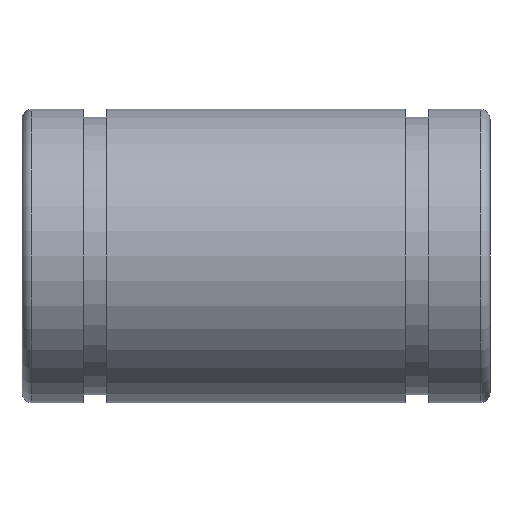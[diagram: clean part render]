
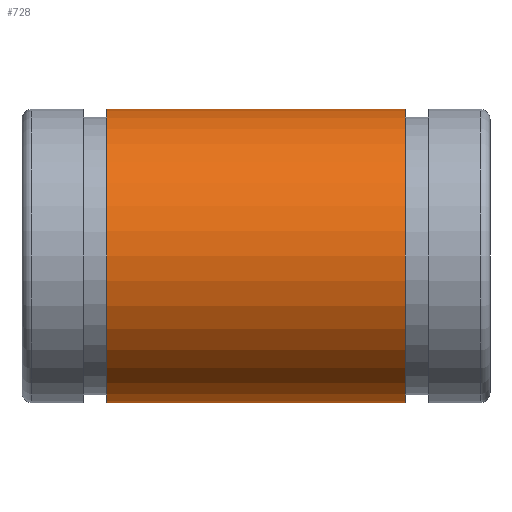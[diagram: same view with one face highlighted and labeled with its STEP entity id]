
A CAD part, left-side view. The second image highlights one B-rep face of the part: STEP entity #728.
In plain terms, the highlighted cylindrical face has radius 7.48 mm (diameter 14.96 mm), a partial arc.
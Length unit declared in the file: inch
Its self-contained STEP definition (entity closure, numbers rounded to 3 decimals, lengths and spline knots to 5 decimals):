
#5 = DIRECTION ( 'NONE',  ( 0., 1., 0. ) ) ;
#13 = DIRECTION ( 'NONE',  ( 0., -1., 0. ) ) ;
#17 = ORIENTED_EDGE ( 'NONE', *, *, #535, .T. ) ;
#80 = VERTEX_POINT ( 'NONE', #982 ) ;
#100 = CARTESIAN_POINT ( 'NONE',  ( 0., -0.29921, -0.29449 ) ) ;
#101 = EDGE_CURVE ( 'NONE', #538, #945, #659, .T. ) ;
#133 = EDGE_CURVE ( 'NONE', #80, #945, #203, .T. ) ;
#167 = CYLINDRICAL_SURFACE ( 'NONE', #184, 0.29449 ) ;
#184 = AXIS2_PLACEMENT_3D ( 'NONE', #893, #213, #379 ) ;
#186 = CARTESIAN_POINT ( 'NONE',  ( 0., 0.46929, -0.29449 ) ) ;
#203 = LINE ( 'NONE', #734, #856 ) ;
#206 = VERTEX_POINT ( 'NONE', #244 ) ;
#213 = DIRECTION ( 'NONE',  ( 0., -1., 0. ) ) ;
#244 = CARTESIAN_POINT ( 'NONE',  ( 0., 0.29921, -0.29449 ) ) ;
#249 = ORIENTED_EDGE ( 'NONE', *, *, #974, .F. ) ;
#300 = AXIS2_PLACEMENT_3D ( 'NONE', #990, #480, #1078 ) ;
#312 = EDGE_LOOP ( 'NONE', ( #486, #249, #17, #571 ) ) ;
#349 = VECTOR ( 'NONE', #13, 39.37008 ) ;
#379 = DIRECTION ( 'NONE',  ( 0., 0., -1. ) ) ;
#446 = AXIS2_PLACEMENT_3D ( 'NONE', #501, #5, #590 ) ;
#480 = DIRECTION ( 'NONE',  ( 0., 1., 0. ) ) ;
#486 = ORIENTED_EDGE ( 'NONE', *, *, #133, .F. ) ;
#501 = CARTESIAN_POINT ( 'NONE',  ( 0., 0.29921, 0. ) ) ;
#535 = EDGE_CURVE ( 'NONE', #206, #538, #809, .T. ) ;
#538 = VERTEX_POINT ( 'NONE', #100 ) ;
#570 = DIRECTION ( 'NONE',  ( 0., -1., 0. ) ) ;
#571 = ORIENTED_EDGE ( 'NONE', *, *, #101, .T. ) ;
#584 = CARTESIAN_POINT ( 'NONE',  ( 0., -0.29921, 0.29449 ) ) ;
#590 = DIRECTION ( 'NONE',  ( 0., 0., 1. ) ) ;
#649 = FACE_OUTER_BOUND ( 'NONE', #312, .T. ) ;
#659 = CIRCLE ( 'NONE', #300, 0.29449 ) ;
#690 = CIRCLE ( 'NONE', #446, 0.29449 ) ;
#728 = ADVANCED_FACE ( 'NONE', ( #649 ), #167, .T. ) ;
#734 = CARTESIAN_POINT ( 'NONE',  ( 0., 0.46929, 0.29449 ) ) ;
#809 = LINE ( 'NONE', #186, #349 ) ;
#856 = VECTOR ( 'NONE', #570, 39.37008 ) ;
#893 = CARTESIAN_POINT ( 'NONE',  ( 0., 0.46929, 0. ) ) ;
#945 = VERTEX_POINT ( 'NONE', #584 ) ;
#974 = EDGE_CURVE ( 'NONE', #206, #80, #690, .T. ) ;
#982 = CARTESIAN_POINT ( 'NONE',  ( 0., 0.29921, 0.29449 ) ) ;
#990 = CARTESIAN_POINT ( 'NONE',  ( 0., -0.29921, 0. ) ) ;
#1078 = DIRECTION ( 'NONE',  ( 0., 0., 1. ) ) ;
